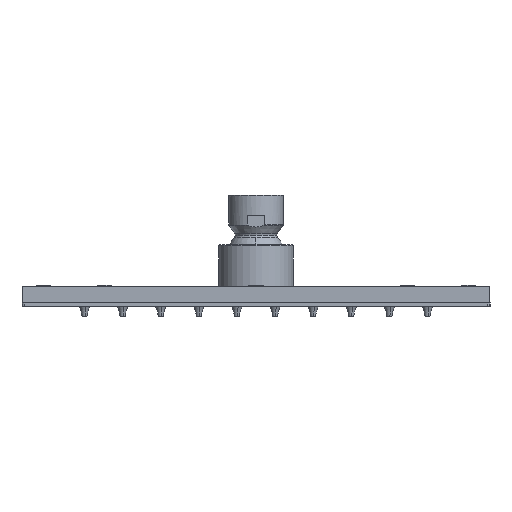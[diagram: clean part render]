
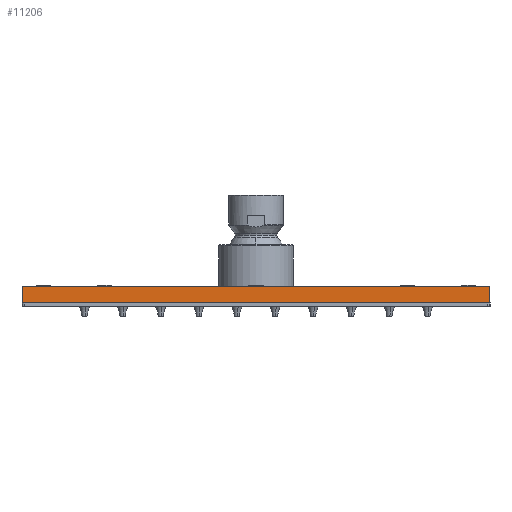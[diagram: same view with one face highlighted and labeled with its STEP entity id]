
A CAD part, left-side view. The second image highlights one B-rep face of the part: STEP entity #11206.
In plain terms, the highlighted planar face has unit normal (-1, 0, 0).
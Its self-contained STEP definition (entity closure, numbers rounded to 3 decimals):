
#324=DIRECTION('',(0.,0.,1.));
#325=VECTOR('',#324,7.);
#326=CARTESIAN_POINT('',(-600.,100.,0.));
#327=LINE('',#326,#325);
#363=DIRECTION('',(0.,1.,0.));
#364=VECTOR('',#363,0.464);
#365=CARTESIAN_POINT('',(-600.,99.536,0.));
#366=LINE('',#365,#364);
#367=DIRECTION('',(0.,1.,0.));
#368=VECTOR('',#367,200.);
#369=CARTESIAN_POINT('',(-600.,-100.,7.));
#370=LINE('',#369,#368);
#371=DIRECTION('',(0.,1.,0.));
#372=VECTOR('',#371,199.072);
#373=CARTESIAN_POINT('',(-600.,-99.536,0.));
#374=LINE('',#373,#372);
#402=DIRECTION('',(0.,1.,0.));
#403=VECTOR('',#402,0.464);
#404=CARTESIAN_POINT('',(-600.,-100.,0.));
#405=LINE('',#404,#403);
#410=DIRECTION('',(0.,0.,-1.));
#411=VECTOR('',#410,7.);
#412=CARTESIAN_POINT('',(-600.,-100.,7.));
#413=LINE('',#412,#411);
#10561=CARTESIAN_POINT('',(-600.,100.,0.));
#10562=CARTESIAN_POINT('',(-600.,100.,7.));
#10563=VERTEX_POINT('',#10561);
#10564=VERTEX_POINT('',#10562);
#10565=CARTESIAN_POINT('',(-600.,-100.,7.));
#10566=CARTESIAN_POINT('',(-600.,-100.,0.));
#10567=VERTEX_POINT('',#10565);
#10568=VERTEX_POINT('',#10566);
#10582=CARTESIAN_POINT('',(-600.,-99.536,0.));
#10584=VERTEX_POINT('',#10582);
#10589=CARTESIAN_POINT('',(-600.,99.536,0.));
#10591=VERTEX_POINT('',#10589);
#11190=CARTESIAN_POINT('',(-600.,0.,0.));
#11191=DIRECTION('',(-1.,0.,0.));
#11192=DIRECTION('',(0.,0.,1.));
#11193=AXIS2_PLACEMENT_3D('',#11190,#11191,#11192);
#11194=PLANE('',#11193);
#11196=ORIENTED_EDGE('',*,*,#11195,.T.);
#11197=ORIENTED_EDGE('',*,*,#11178,.T.);
#11198=ORIENTED_EDGE('',*,*,#11109,.T.);
#11199=ORIENTED_EDGE('',*,*,#10936,.F.);
#11201=ORIENTED_EDGE('',*,*,#11200,.T.);
#11203=ORIENTED_EDGE('',*,*,#11202,.T.);
#11204=EDGE_LOOP('',(#11196,#11197,#11198,#11199,#11201,#11203));
#11205=FACE_OUTER_BOUND('',#11204,.F.);
#11206=ADVANCED_FACE('',(#11205),#11194,.T.);
#10936=EDGE_CURVE('',#10567,#10564,#370,.T.);
#11109=EDGE_CURVE('',#10563,#10564,#327,.T.);
#11178=EDGE_CURVE('',#10591,#10563,#366,.T.);
#11195=EDGE_CURVE('',#10584,#10591,#374,.T.);
#11200=EDGE_CURVE('',#10567,#10568,#413,.T.);
#11202=EDGE_CURVE('',#10568,#10584,#405,.T.);
